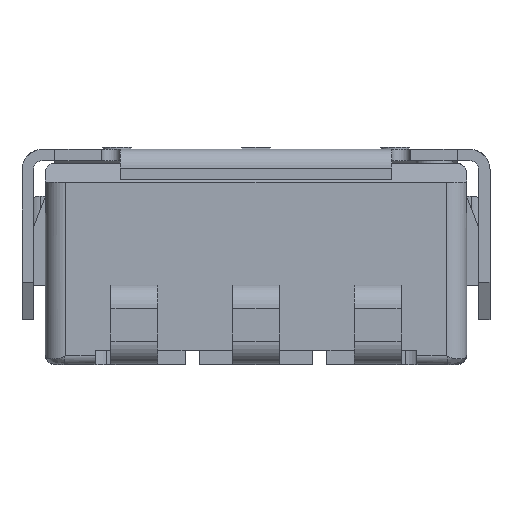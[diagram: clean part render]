
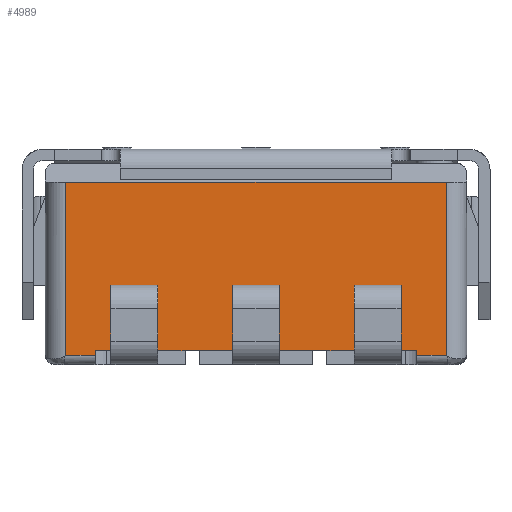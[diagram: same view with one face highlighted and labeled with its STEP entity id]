
A CAD part, front view. The second image highlights one B-rep face of the part: STEP entity #4989.
In plain terms, the highlighted planar face has unit normal (0, -1, 0).
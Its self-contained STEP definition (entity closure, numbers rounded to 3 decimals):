
#257=FACE_BOUND('',#729,.T.);
#258=FACE_BOUND('',#730,.T.);
#259=FACE_BOUND('',#731,.T.);
#470=FACE_OUTER_BOUND('',#728,.T.);
#728=EDGE_LOOP('',(#3624,#3625,#3626,#3627,#3628,#3629,#3630,#3631,#3632,
#3633,#3634,#3635,#3636,#3637));
#729=EDGE_LOOP('',(#3638,#3639,#3640,#3641));
#730=EDGE_LOOP('',(#3642,#3643,#3644,#3645));
#731=EDGE_LOOP('',(#3646,#3647,#3648,#3649));
#1222=LINE('',#7449,#1721);
#1225=LINE('',#7465,#1724);
#1244=LINE('',#7538,#1743);
#1245=LINE('',#7540,#1744);
#1246=LINE('',#7542,#1745);
#1247=LINE('',#7544,#1746);
#1248=LINE('',#7546,#1747);
#1249=LINE('',#7548,#1748);
#1250=LINE('',#7550,#1749);
#1251=LINE('',#7552,#1750);
#1252=LINE('',#7553,#1751);
#1253=LINE('',#7555,#1752);
#1254=LINE('',#7557,#1753);
#1255=LINE('',#7558,#1754);
#1256=LINE('',#7561,#1755);
#1257=LINE('',#7563,#1756);
#1258=LINE('',#7565,#1757);
#1259=LINE('',#7566,#1758);
#1260=LINE('',#7569,#1759);
#1261=LINE('',#7571,#1760);
#1262=LINE('',#7573,#1761);
#1263=LINE('',#7574,#1762);
#1264=LINE('',#7577,#1763);
#1265=LINE('',#7579,#1764);
#1266=LINE('',#7581,#1765);
#1267=LINE('',#7582,#1766);
#1721=VECTOR('',#5960,1000.);
#1724=VECTOR('',#5975,1000.);
#1743=VECTOR('',#6048,1000.);
#1744=VECTOR('',#6049,1000.);
#1745=VECTOR('',#6050,1000.);
#1746=VECTOR('',#6051,1000.);
#1747=VECTOR('',#6052,1000.);
#1748=VECTOR('',#6053,1000.);
#1749=VECTOR('',#6054,1000.);
#1750=VECTOR('',#6055,1000.);
#1751=VECTOR('',#6056,1000.);
#1752=VECTOR('',#6057,1000.);
#1753=VECTOR('',#6058,1000.);
#1754=VECTOR('',#6059,1000.);
#1755=VECTOR('',#6060,1000.);
#1756=VECTOR('',#6061,1000.);
#1757=VECTOR('',#6062,1000.);
#1758=VECTOR('',#6063,1000.);
#1759=VECTOR('',#6064,1000.);
#1760=VECTOR('',#6065,1000.);
#1761=VECTOR('',#6066,1000.);
#1762=VECTOR('',#6067,1000.);
#1763=VECTOR('',#6068,1000.);
#1764=VECTOR('',#6069,1000.);
#1765=VECTOR('',#6070,1000.);
#1766=VECTOR('',#6071,1000.);
#2245=VERTEX_POINT('',#7445);
#2247=VERTEX_POINT('',#7448);
#2251=VERTEX_POINT('',#7457);
#2254=VERTEX_POINT('',#7463);
#2281=VERTEX_POINT('',#7537);
#2282=VERTEX_POINT('',#7539);
#2283=VERTEX_POINT('',#7541);
#2284=VERTEX_POINT('',#7543);
#2285=VERTEX_POINT('',#7545);
#2286=VERTEX_POINT('',#7547);
#2287=VERTEX_POINT('',#7549);
#2288=VERTEX_POINT('',#7551);
#2289=VERTEX_POINT('',#7554);
#2290=VERTEX_POINT('',#7556);
#2291=VERTEX_POINT('',#7559);
#2292=VERTEX_POINT('',#7560);
#2293=VERTEX_POINT('',#7562);
#2294=VERTEX_POINT('',#7564);
#2295=VERTEX_POINT('',#7567);
#2296=VERTEX_POINT('',#7568);
#2297=VERTEX_POINT('',#7570);
#2298=VERTEX_POINT('',#7572);
#2299=VERTEX_POINT('',#7575);
#2300=VERTEX_POINT('',#7576);
#2301=VERTEX_POINT('',#7578);
#2302=VERTEX_POINT('',#7580);
#2755=EDGE_CURVE('',#2245,#2247,#1222,.T.);
#2763=EDGE_CURVE('',#2254,#2251,#1225,.T.);
#2800=EDGE_CURVE('',#2281,#2245,#1244,.T.);
#2801=EDGE_CURVE('',#2281,#2282,#1245,.T.);
#2802=EDGE_CURVE('',#2282,#2283,#1246,.T.);
#2803=EDGE_CURVE('',#2283,#2284,#1247,.T.);
#2804=EDGE_CURVE('',#2284,#2285,#1248,.T.);
#2805=EDGE_CURVE('',#2285,#2286,#1249,.T.);
#2806=EDGE_CURVE('',#2286,#2287,#1250,.T.);
#2807=EDGE_CURVE('',#2287,#2288,#1251,.T.);
#2808=EDGE_CURVE('',#2288,#2251,#1252,.T.);
#2809=EDGE_CURVE('',#2254,#2289,#1253,.T.);
#2810=EDGE_CURVE('',#2289,#2290,#1254,.T.);
#2811=EDGE_CURVE('',#2247,#2290,#1255,.T.);
#2812=EDGE_CURVE('',#2291,#2292,#1256,.T.);
#2813=EDGE_CURVE('',#2291,#2293,#1257,.T.);
#2814=EDGE_CURVE('',#2294,#2293,#1258,.T.);
#2815=EDGE_CURVE('',#2292,#2294,#1259,.T.);
#2816=EDGE_CURVE('',#2295,#2296,#1260,.T.);
#2817=EDGE_CURVE('',#2295,#2297,#1261,.T.);
#2818=EDGE_CURVE('',#2298,#2297,#1262,.T.);
#2819=EDGE_CURVE('',#2296,#2298,#1263,.T.);
#2820=EDGE_CURVE('',#2299,#2300,#1264,.T.);
#2821=EDGE_CURVE('',#2299,#2301,#1265,.T.);
#2822=EDGE_CURVE('',#2302,#2301,#1266,.T.);
#2823=EDGE_CURVE('',#2300,#2302,#1267,.T.);
#3624=ORIENTED_EDGE('',*,*,#2800,.F.);
#3625=ORIENTED_EDGE('',*,*,#2801,.T.);
#3626=ORIENTED_EDGE('',*,*,#2802,.T.);
#3627=ORIENTED_EDGE('',*,*,#2803,.T.);
#3628=ORIENTED_EDGE('',*,*,#2804,.T.);
#3629=ORIENTED_EDGE('',*,*,#2805,.T.);
#3630=ORIENTED_EDGE('',*,*,#2806,.T.);
#3631=ORIENTED_EDGE('',*,*,#2807,.T.);
#3632=ORIENTED_EDGE('',*,*,#2808,.T.);
#3633=ORIENTED_EDGE('',*,*,#2763,.F.);
#3634=ORIENTED_EDGE('',*,*,#2809,.T.);
#3635=ORIENTED_EDGE('',*,*,#2810,.T.);
#3636=ORIENTED_EDGE('',*,*,#2811,.F.);
#3637=ORIENTED_EDGE('',*,*,#2755,.F.);
#3638=ORIENTED_EDGE('',*,*,#2812,.F.);
#3639=ORIENTED_EDGE('',*,*,#2813,.T.);
#3640=ORIENTED_EDGE('',*,*,#2814,.F.);
#3641=ORIENTED_EDGE('',*,*,#2815,.F.);
#3642=ORIENTED_EDGE('',*,*,#2816,.F.);
#3643=ORIENTED_EDGE('',*,*,#2817,.T.);
#3644=ORIENTED_EDGE('',*,*,#2818,.F.);
#3645=ORIENTED_EDGE('',*,*,#2819,.F.);
#3646=ORIENTED_EDGE('',*,*,#2820,.F.);
#3647=ORIENTED_EDGE('',*,*,#2821,.T.);
#3648=ORIENTED_EDGE('',*,*,#2822,.F.);
#3649=ORIENTED_EDGE('',*,*,#2823,.F.);
#4817=PLANE('',#5343);
#4989=ADVANCED_FACE('',(#470,#257,#258,#259),#4817,.F.);
#5343=AXIS2_PLACEMENT_3D('',#7536,#6046,#6047);
#5960=DIRECTION('',(-1.,0.,0.));
#5975=DIRECTION('',(-1.,0.,0.));
#6046=DIRECTION('center_axis',(0.,1.,0.));
#6047=DIRECTION('ref_axis',(0.,0.,1.));
#6048=DIRECTION('',(0.,0.,-1.));
#6049=DIRECTION('',(1.,0.,0.));
#6050=DIRECTION('',(1.,0.,0.));
#6051=DIRECTION('',(1.,0.,0.));
#6052=DIRECTION('',(1.,0.,0.));
#6053=DIRECTION('',(1.,0.,0.));
#6054=DIRECTION('',(1.,0.,0.));
#6055=DIRECTION('',(1.,0.,0.));
#6056=DIRECTION('',(0.,0.,-1.));
#6057=DIRECTION('',(0.,0.,1.));
#6058=DIRECTION('',(-1.,0.,0.));
#6059=DIRECTION('',(0.,0.,1.));
#6060=DIRECTION('',(-1.,0.,0.));
#6061=DIRECTION('',(0.,0.,-1.));
#6062=DIRECTION('',(1.,0.,0.));
#6063=DIRECTION('',(0.,0.,-1.));
#6064=DIRECTION('',(-1.,0.,0.));
#6065=DIRECTION('',(0.,0.,-1.));
#6066=DIRECTION('',(1.,0.,0.));
#6067=DIRECTION('',(0.,0.,-1.));
#6068=DIRECTION('',(-1.,0.,0.));
#6069=DIRECTION('',(0.,0.,-1.));
#6070=DIRECTION('',(1.,0.,0.));
#6071=DIRECTION('',(0.,0.,-1.));
#7445=CARTESIAN_POINT('',(-1.72,-2.25,0.1));
#7448=CARTESIAN_POINT('',(-2.03,-2.25,0.1));
#7449=CARTESIAN_POINT('',(2.25,-2.25,0.1));
#7457=CARTESIAN_POINT('',(1.72,-2.25,0.1));
#7463=CARTESIAN_POINT('',(2.03,-2.25,0.1));
#7465=CARTESIAN_POINT('',(2.25,-2.25,0.1));
#7536=CARTESIAN_POINT('Origin',(2.25,-2.25,1.95));
#7537=CARTESIAN_POINT('',(-1.72,-2.25,0.15));
#7538=CARTESIAN_POINT('',(-1.72,-2.25,0.15));
#7539=CARTESIAN_POINT('',(-1.55,-2.25,0.15));
#7540=CARTESIAN_POINT('',(-1.72,-2.25,0.15));
#7541=CARTESIAN_POINT('',(-1.05,-2.25,0.15));
#7542=CARTESIAN_POINT('',(-1.72,-2.25,0.15));
#7543=CARTESIAN_POINT('',(-0.25,-2.25,0.15));
#7544=CARTESIAN_POINT('',(-1.72,-2.25,0.15));
#7545=CARTESIAN_POINT('',(0.25,-2.25,0.15));
#7546=CARTESIAN_POINT('',(-1.72,-2.25,0.15));
#7547=CARTESIAN_POINT('',(1.05,-2.25,0.15));
#7548=CARTESIAN_POINT('',(-1.72,-2.25,0.15));
#7549=CARTESIAN_POINT('',(1.55,-2.25,0.15));
#7550=CARTESIAN_POINT('',(-1.72,-2.25,0.15));
#7551=CARTESIAN_POINT('',(1.72,-2.25,0.15));
#7552=CARTESIAN_POINT('',(-1.72,-2.25,0.15));
#7553=CARTESIAN_POINT('',(1.72,-2.25,0.15));
#7554=CARTESIAN_POINT('',(2.03,-2.25,1.95));
#7555=CARTESIAN_POINT('',(2.03,-2.25,-0.43));
#7556=CARTESIAN_POINT('',(-2.03,-2.25,1.95));
#7557=CARTESIAN_POINT('',(2.25,-2.25,1.95));
#7558=CARTESIAN_POINT('',(-2.03,-2.25,-0.43));
#7559=CARTESIAN_POINT('',(1.55,-2.25,0.85));
#7560=CARTESIAN_POINT('',(1.05,-2.25,0.85));
#7561=CARTESIAN_POINT('',(2.25,-2.25,0.85));
#7562=CARTESIAN_POINT('',(1.55,-2.25,0.7));
#7563=CARTESIAN_POINT('',(1.55,-2.25,1.95));
#7564=CARTESIAN_POINT('',(1.05,-2.25,0.7));
#7565=CARTESIAN_POINT('',(2.25,-2.25,0.7));
#7566=CARTESIAN_POINT('',(1.05,-2.25,1.95));
#7567=CARTESIAN_POINT('',(0.25,-2.25,0.85));
#7568=CARTESIAN_POINT('',(-0.25,-2.25,0.85));
#7569=CARTESIAN_POINT('',(2.25,-2.25,0.85));
#7570=CARTESIAN_POINT('',(0.25,-2.25,0.7));
#7571=CARTESIAN_POINT('',(0.25,-2.25,1.95));
#7572=CARTESIAN_POINT('',(-0.25,-2.25,0.7));
#7573=CARTESIAN_POINT('',(2.25,-2.25,0.7));
#7574=CARTESIAN_POINT('',(-0.25,-2.25,1.95));
#7575=CARTESIAN_POINT('',(-1.05,-2.25,0.85));
#7576=CARTESIAN_POINT('',(-1.55,-2.25,0.85));
#7577=CARTESIAN_POINT('',(2.25,-2.25,0.85));
#7578=CARTESIAN_POINT('',(-1.05,-2.25,0.7));
#7579=CARTESIAN_POINT('',(-1.05,-2.25,1.95));
#7580=CARTESIAN_POINT('',(-1.55,-2.25,0.7));
#7581=CARTESIAN_POINT('',(2.25,-2.25,0.7));
#7582=CARTESIAN_POINT('',(-1.55,-2.25,1.95));
